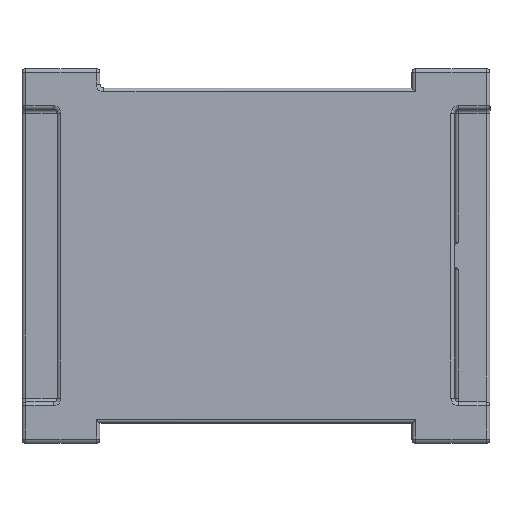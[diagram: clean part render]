
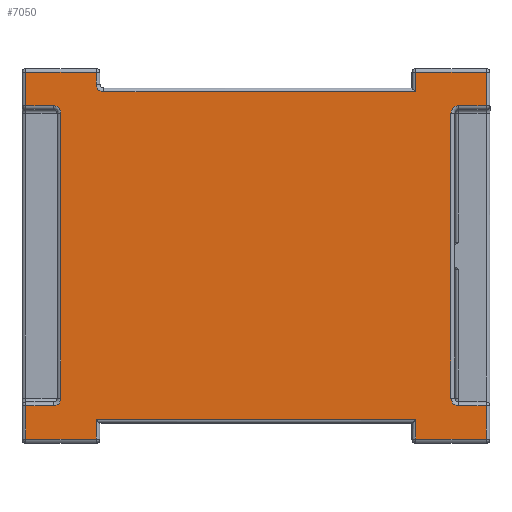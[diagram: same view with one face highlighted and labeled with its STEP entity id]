
A CAD part, top view. The second image highlights one B-rep face of the part: STEP entity #7050.
In plain terms, the highlighted planar face has unit normal (0, 0, 1).
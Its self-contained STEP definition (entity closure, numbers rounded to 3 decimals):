
#162=PLANE('',#7721);
#310=LINE('',#11252,#827);
#316=LINE('',#11294,#833);
#321=LINE('',#11331,#838);
#325=LINE('',#11362,#842);
#327=LINE('',#11380,#844);
#329=LINE('',#11384,#846);
#333=LINE('',#11390,#850);
#337=LINE('',#11396,#854);
#349=LINE('',#11417,#866);
#368=LINE('',#11506,#885);
#374=LINE('',#11546,#891);
#384=LINE('',#11628,#901);
#387=LINE('',#11633,#904);
#391=LINE('',#11639,#908);
#399=LINE('',#11651,#916);
#405=LINE('',#11660,#922);
#419=LINE('',#11687,#936);
#422=LINE('',#11692,#939);
#428=LINE('',#11702,#945);
#431=LINE('',#11708,#948);
#827=VECTOR('',#8653,0.5);
#833=VECTOR('',#8703,1.8);
#838=VECTOR('',#8748,0.85);
#842=VECTOR('',#8784,0.7);
#844=VECTOR('',#8806,7.3);
#846=VECTOR('',#8812,0.7);
#850=VECTOR('',#8820,0.85);
#854=VECTOR('',#8828,1.8);
#866=VECTOR('',#8854,0.5);
#885=VECTOR('',#8967,0.85);
#891=VECTOR('',#9015,7.3);
#901=VECTOR('',#9111,8.);
#904=VECTOR('',#9118,0.3);
#908=VECTOR('',#9126,1.8);
#916=VECTOR('',#9142,0.85);
#922=VECTOR('',#9154,0.7);
#936=VECTOR('',#9186,1.8);
#939=VECTOR('',#9193,0.7);
#945=VECTOR('',#9205,0.5);
#948=VECTOR('',#9212,8.2);
#1667=FACE_OUTER_BOUND('',#2145,.T.);
#2145=EDGE_LOOP('',(#5374,#5375,#5376,#5377,#5378,#5379,#5380,#5381,#5382,
#5383,#5384,#5385,#5386,#5387,#5388,#5389,#5390,#5391,#5392,#5393,#5394,
#5395,#5396,#5397,#5398));
#2624=CIRCLE('',#7553,0.2);
#2630=CIRCLE('',#7562,0.2);
#2649=CIRCLE('',#7618,0.2);
#2668=CIRCLE('',#7645,0.2);
#2695=CIRCLE('',#7686,0.2);
#3098=VERTEX_POINT('',#11241);
#3101=VERTEX_POINT('',#11248);
#3114=VERTEX_POINT('',#11287);
#3120=VERTEX_POINT('',#11310);
#3126=VERTEX_POINT('',#11324);
#3135=VERTEX_POINT('',#11349);
#3138=VERTEX_POINT('',#11356);
#3139=VERTEX_POINT('',#11357);
#3140=VERTEX_POINT('',#11365);
#3143=VERTEX_POINT('',#11372);
#3144=VERTEX_POINT('',#11373);
#3147=VERTEX_POINT('',#11415);
#3152=VERTEX_POINT('',#11458);
#3155=VERTEX_POINT('',#11465);
#3165=VERTEX_POINT('',#11491);
#3166=VERTEX_POINT('',#11492);
#3168=VERTEX_POINT('',#11499);
#3182=VERTEX_POINT('',#11540);
#3183=VERTEX_POINT('',#11542);
#3191=VERTEX_POINT('',#11570);
#3200=VERTEX_POINT('',#11597);
#3206=VERTEX_POINT('',#11611);
#3209=VERTEX_POINT('',#11618);
#3210=VERTEX_POINT('',#11619);
#3217=VERTEX_POINT('',#11701);
#3755=EDGE_CURVE('',#3098,#3101,#310,.T.);
#3775=EDGE_CURVE('',#3114,#3098,#316,.T.);
#3793=EDGE_CURVE('',#3126,#3114,#321,.T.);
#3805=EDGE_CURVE('',#3138,#3139,#2624,.T.);
#3808=EDGE_CURVE('',#3139,#3126,#325,.T.);
#3813=EDGE_CURVE('',#3143,#3144,#2630,.T.);
#3817=EDGE_CURVE('',#3144,#3138,#327,.T.);
#3819=EDGE_CURVE('',#3140,#3143,#329,.T.);
#3823=EDGE_CURVE('',#3135,#3140,#333,.T.);
#3827=EDGE_CURVE('',#3120,#3135,#337,.T.);
#3840=EDGE_CURVE('',#3147,#3120,#349,.T.);
#3875=EDGE_CURVE('',#3165,#3166,#2649,.T.);
#3882=EDGE_CURVE('',#3168,#3152,#368,.T.);
#3900=EDGE_CURVE('',#3182,#3183,#2668,.T.);
#3902=EDGE_CURVE('',#3166,#3182,#374,.T.);
#3936=EDGE_CURVE('',#3209,#3210,#2695,.T.);
#3941=EDGE_CURVE('',#3147,#3210,#384,.T.);
#3944=EDGE_CURVE('',#3206,#3209,#387,.T.);
#3948=EDGE_CURVE('',#3200,#3206,#391,.T.);
#3956=EDGE_CURVE('',#3191,#3200,#399,.T.);
#3962=EDGE_CURVE('',#3183,#3191,#405,.T.);
#3978=EDGE_CURVE('',#3155,#3168,#419,.T.);
#3981=EDGE_CURVE('',#3152,#3165,#422,.T.);
#3987=EDGE_CURVE('',#3217,#3155,#428,.T.);
#3991=EDGE_CURVE('',#3217,#3101,#431,.T.);
#5374=ORIENTED_EDGE('',*,*,#3941,.T.);
#5375=ORIENTED_EDGE('',*,*,#3936,.F.);
#5376=ORIENTED_EDGE('',*,*,#3944,.F.);
#5377=ORIENTED_EDGE('',*,*,#3948,.F.);
#5378=ORIENTED_EDGE('',*,*,#3956,.F.);
#5379=ORIENTED_EDGE('',*,*,#3962,.F.);
#5380=ORIENTED_EDGE('',*,*,#3900,.F.);
#5381=ORIENTED_EDGE('',*,*,#3902,.F.);
#5382=ORIENTED_EDGE('',*,*,#3875,.F.);
#5383=ORIENTED_EDGE('',*,*,#3981,.F.);
#5384=ORIENTED_EDGE('',*,*,#3882,.F.);
#5385=ORIENTED_EDGE('',*,*,#3978,.F.);
#5386=ORIENTED_EDGE('',*,*,#3987,.F.);
#5387=ORIENTED_EDGE('',*,*,#3991,.T.);
#5388=ORIENTED_EDGE('',*,*,#3755,.F.);
#5389=ORIENTED_EDGE('',*,*,#3775,.F.);
#5390=ORIENTED_EDGE('',*,*,#3793,.F.);
#5391=ORIENTED_EDGE('',*,*,#3808,.F.);
#5392=ORIENTED_EDGE('',*,*,#3805,.F.);
#5393=ORIENTED_EDGE('',*,*,#3817,.F.);
#5394=ORIENTED_EDGE('',*,*,#3813,.F.);
#5395=ORIENTED_EDGE('',*,*,#3819,.F.);
#5396=ORIENTED_EDGE('',*,*,#3823,.F.);
#5397=ORIENTED_EDGE('',*,*,#3827,.F.);
#5398=ORIENTED_EDGE('',*,*,#3840,.F.);
#7050=ADVANCED_FACE('',(#1667),#162,.T.);
#7553=AXIS2_PLACEMENT_3D('',#11358,#8776,#8777);
#7562=AXIS2_PLACEMENT_3D('',#11374,#8796,#8797);
#7618=AXIS2_PLACEMENT_3D('',#11493,#8949,#8950);
#7645=AXIS2_PLACEMENT_3D('',#11543,#9009,#9010);
#7686=AXIS2_PLACEMENT_3D('',#11620,#9100,#9101);
#7721=AXIS2_PLACEMENT_3D('',#11714,#9221,#9222);
#8653=DIRECTION('',(0.,1.,0.));
#8703=DIRECTION('',(-1.,0.,0.));
#8748=DIRECTION('',(0.,-1.,0.));
#8776=DIRECTION('center_axis',(0.,0.,1.));
#8777=DIRECTION('ref_axis',(0.,-1.,0.));
#8784=DIRECTION('',(1.,0.,0.));
#8796=DIRECTION('center_axis',(0.,0.,1.));
#8797=DIRECTION('ref_axis',(-1.,0.,0.));
#8806=DIRECTION('',(0.,-1.,0.));
#8812=DIRECTION('',(-1.,0.,0.));
#8820=DIRECTION('',(0.,-1.,0.));
#8828=DIRECTION('',(1.,0.,0.));
#8854=DIRECTION('',(0.,1.,0.));
#8949=DIRECTION('center_axis',(0.,0.,1.));
#8950=DIRECTION('ref_axis',(1.,0.,0.));
#8967=DIRECTION('',(0.,1.,0.));
#9009=DIRECTION('center_axis',(0.,0.,1.));
#9010=DIRECTION('ref_axis',(0.,1.,0.));
#9015=DIRECTION('',(0.,1.,0.));
#9100=DIRECTION('center_axis',(0.,0.,
1.));
#9101=DIRECTION('ref_axis',(0.,-1.,0.));
#9111=DIRECTION('',(-1.,0.,0.));
#9118=DIRECTION('',(0.,-1.,0.));
#9126=DIRECTION('',(1.,0.,0.));
#9142=DIRECTION('',(0.,1.,0.));
#9154=DIRECTION('',(-1.,0.,0.));
#9186=DIRECTION('',(-1.,0.,0.));
#9193=DIRECTION('',(1.,0.,0.));
#9205=DIRECTION('',(0.,-1.,0.));
#9212=DIRECTION('',(1.,0.,0.));
#9221=DIRECTION('center_axis',(0.,0.,1.));
#9222=DIRECTION('ref_axis',(1.,0.,0.));
#11241=CARTESIAN_POINT('',(50.723,55.667,11.3));
#11248=CARTESIAN_POINT('',(50.723,56.167,11.3));
#11252=CARTESIAN_POINT('',(50.723,55.667,11.3));
#11287=CARTESIAN_POINT('',(52.523,55.667,11.3));
#11294=CARTESIAN_POINT('',(52.523,55.667,11.3));
#11310=CARTESIAN_POINT('',(50.723,65.067,11.3));
#11324=CARTESIAN_POINT('',(52.523,56.517,11.3));
#11331=CARTESIAN_POINT('',(52.523,56.517,11.3));
#11349=CARTESIAN_POINT('',(52.523,65.067,11.3));
#11356=CARTESIAN_POINT('',(51.623,56.717,11.3));
#11357=CARTESIAN_POINT('',(51.823,56.517,11.3));
#11358=CARTESIAN_POINT('Origin',(51.823,56.717,11.3));
#11362=CARTESIAN_POINT('',(51.823,56.517,11.3));
#11365=CARTESIAN_POINT('',(52.523,64.217,11.3));
#11372=CARTESIAN_POINT('',(51.823,64.217,11.3));
#11373=CARTESIAN_POINT('',(51.623,64.017,11.3));
#11374=CARTESIAN_POINT('Origin',(51.823,64.017,11.3));
#11380=CARTESIAN_POINT('',(51.623,64.017,11.3));
#11384=CARTESIAN_POINT('',(52.523,64.217,11.3));
#11390=CARTESIAN_POINT('',(52.523,65.067,11.3));
#11396=CARTESIAN_POINT('',(50.723,65.067,11.3));
#11415=CARTESIAN_POINT('',(50.723,64.567,11.3));
#11417=CARTESIAN_POINT('',(50.723,64.567,11.3));
#11458=CARTESIAN_POINT('',(40.723,56.517,11.3));
#11465=CARTESIAN_POINT('',(42.523,55.667,11.3));
#11491=CARTESIAN_POINT('',(41.423,56.517,11.3));
#11492=CARTESIAN_POINT('',(41.623,56.717,11.3));
#11493=CARTESIAN_POINT('Origin',(41.423,56.717,11.3));
#11499=CARTESIAN_POINT('',(40.723,55.667,11.3));
#11506=CARTESIAN_POINT('',(40.723,55.667,11.3));
#11540=CARTESIAN_POINT('',(41.623,64.017,11.3));
#11542=CARTESIAN_POINT('',(41.423,64.217,11.3));
#11543=CARTESIAN_POINT('Origin',(41.423,64.017,11.3));
#11546=CARTESIAN_POINT('',(41.623,56.717,11.3));
#11570=CARTESIAN_POINT('',(40.723,64.217,11.3));
#11597=CARTESIAN_POINT('',(40.723,65.067,11.3));
#11611=CARTESIAN_POINT('',(42.523,65.067,11.3));
#11618=CARTESIAN_POINT('',(42.523,64.767,11.3));
#11619=CARTESIAN_POINT('',(42.723,64.567,11.3));
#11620=CARTESIAN_POINT('Origin',(42.723,64.767,11.3));
#11628=CARTESIAN_POINT('',(50.723,64.567,11.3));
#11633=CARTESIAN_POINT('',(42.523,65.067,11.3));
#11639=CARTESIAN_POINT('',(40.723,65.067,11.3));
#11651=CARTESIAN_POINT('',(40.723,64.217,11.3));
#11660=CARTESIAN_POINT('',(41.423,64.217,11.3));
#11687=CARTESIAN_POINT('',(42.523,55.667,11.3));
#11692=CARTESIAN_POINT('',(40.723,56.517,11.3));
#11701=CARTESIAN_POINT('',(42.523,56.167,11.3));
#11702=CARTESIAN_POINT('',(42.523,56.167,11.3));
#11708=CARTESIAN_POINT('',(42.523,56.167,11.3));
#11714=CARTESIAN_POINT('Origin',(46.623,55.667,11.3));
